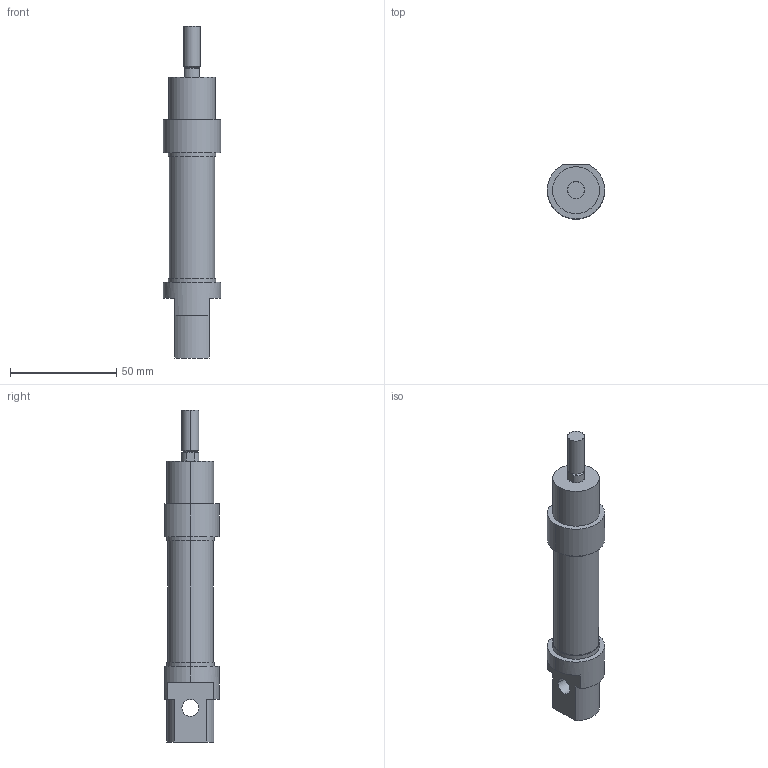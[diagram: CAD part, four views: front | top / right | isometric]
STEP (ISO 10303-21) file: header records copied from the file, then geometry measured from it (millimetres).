
FILE_DESCRIPTION (( 'STEP AP203' ), '1' );
FILE_NAME ('hm-20-025-Airtec.step', '2025-10-13T06:54:45', ( '' ), ( '' ), 'SwSTEP 2.0', 'SolidWorks 2014', '' );
FILE_SCHEMA (( 'CONFIG_CONTROL_DESIGN' ));
Length unit declared in the file: millimetre
Products named in the file (5): 02-hm-020-01-50-airtec; rod-hm-20-Airtec_rod-hm-20-airtec; cylinder-hm-20-Airtec_cylinder-hm-20-airtec; hm-20-025-Airtec; 02-hm-020-02-50-airtec
Assembly tree (4 placements, depth 2):
  hm-20-025-Airtec
    cylinder-hm-20-Airtec_cylinder-hm-20-airtec
    rod-hm-20-Airtec_rod-hm-20-airtec
    02-hm-020-02-50-airtec
    02-hm-020-01-50-airtec
Bounding box: 27 x 25.5 x 156 mm (x, y, z)
Volume: 49712.8 mm3; surface area: 17324.5 mm2
Topology: 4 solids, 4 shells, 59 faces, 134 edges, 88 vertices
Faces by surface type: cylinder 30, plane 25, cone 4
Entity records: 2233 total; most frequent: DIRECTION 332, CARTESIAN_POINT 308, ORIENTED_EDGE 268, AXIS2_PLACEMENT_3D 136, EDGE_CURVE 134, VERTEX_POINT 88, CIRCLE 70, EDGE_LOOP 70
